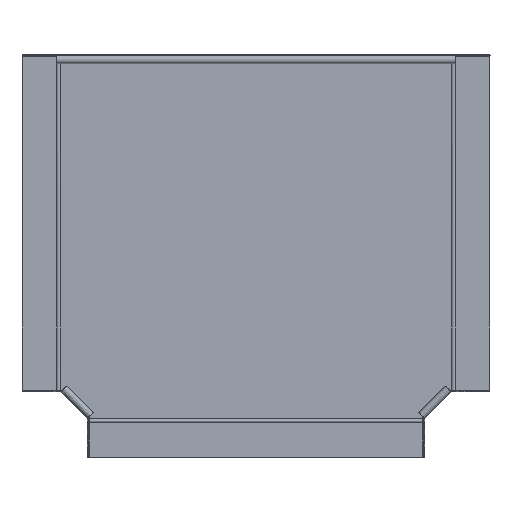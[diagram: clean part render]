
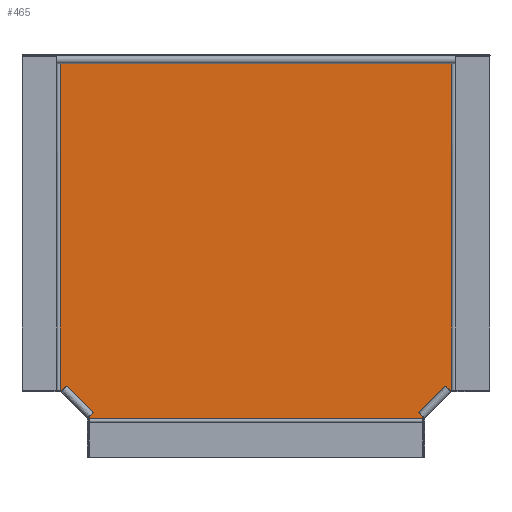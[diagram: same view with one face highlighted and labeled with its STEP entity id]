
A CAD part, top view. The second image highlights one B-rep face of the part: STEP entity #465.
In plain terms, the highlighted planar face has unit normal (0, 0, 1).
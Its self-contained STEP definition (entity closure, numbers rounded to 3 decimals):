
#465=ADVANCED_FACE('',(#949),#7526,.T.);
#949=FACE_OUTER_BOUND('',#1433,.T.);
#1433=EDGE_LOOP('',(#3670,#3671,#3672,#3673,#3674,#3675,#3676,#3677,#3678,
#3679));
#3670=ORIENTED_EDGE('',*,*,#4983,.F.);
#3671=ORIENTED_EDGE('',*,*,#4982,.F.);
#3672=ORIENTED_EDGE('',*,*,#4981,.F.);
#3673=ORIENTED_EDGE('',*,*,#5015,.F.);
#3674=ORIENTED_EDGE('',*,*,#4980,.F.);
#3675=ORIENTED_EDGE('',*,*,#4975,.T.);
#3676=ORIENTED_EDGE('',*,*,#4979,.F.);
#3677=ORIENTED_EDGE('',*,*,#4978,.F.);
#3678=ORIENTED_EDGE('',*,*,#4977,.F.);
#3679=ORIENTED_EDGE('',*,*,#4986,.F.);
#4975=EDGE_CURVE('',#6991,#7003,#6222,.T.);
#4977=EDGE_CURVE('',#7005,#7006,#6223,.T.);
#4978=EDGE_CURVE('',#7006,#7007,#6224,.T.);
#4979=EDGE_CURVE('',#7007,#7003,#6225,.T.);
#4980=EDGE_CURVE('',#6991,#6990,#6226,.T.);
#4981=EDGE_CURVE('',#7008,#7009,#6227,.T.);
#4982=EDGE_CURVE('',#7009,#7010,#6228,.T.);
#4983=EDGE_CURVE('',#7010,#7004,#6229,.T.);
#4986=EDGE_CURVE('',#7004,#7005,#6232,.T.);
#5015=EDGE_CURVE('',#6990,#7008,#6255,.T.);
#6222=B_SPLINE_CURVE_WITH_KNOTS('',1,(#18526,#18527),.UNSPECIFIED.,.F.,
 .F.,(2,2),(-498.5,0.),.UNSPECIFIED.);
#6223=B_SPLINE_CURVE_WITH_KNOTS('',1,(#18531,#18532),.UNSPECIFIED.,.F.,
 .F.,(2,2),(0.,1.986),.UNSPECIFIED.);
#6224=B_SPLINE_CURVE_WITH_KNOTS('',1,(#18533,#18534),.UNSPECIFIED.,.F.,
 .F.,(2,2),(0.,498.5),.UNSPECIFIED.);
#6225=B_SPLINE_CURVE_WITH_KNOTS('',1,(#18535,#18536),.UNSPECIFIED.,.F.,
 .F.,(2,2),(-584.571,0.),.UNSPECIFIED.);
#6226=B_SPLINE_CURVE_WITH_KNOTS('',1,(#18537,#18538),.UNSPECIFIED.,.F.,
 .F.,(2,2),(0.,1.986),.UNSPECIFIED.);
#6227=B_SPLINE_CURVE_WITH_KNOTS('',1,(#18539,#18540),.UNSPECIFIED.,.F.,
 .F.,(2,2),(0.,1.986),.UNSPECIFIED.);
#6228=B_SPLINE_CURVE_WITH_KNOTS('',1,(#18541,#18542),.UNSPECIFIED.,.F.,
 .F.,(2,2),(0.,498.5),.UNSPECIFIED.);
#6229=B_SPLINE_CURVE_WITH_KNOTS('',1,(#18543,#18544),.UNSPECIFIED.,.F.,
 .F.,(2,2),(0.,1.986),.UNSPECIFIED.);
#6232=B_SPLINE_CURVE_WITH_KNOTS('',1,(#18549,#18550),.UNSPECIFIED.,.F.,
 .F.,(2,2),(-58.053,0.),.UNSPECIFIED.);
#6255=B_SPLINE_CURVE_WITH_KNOTS('',1,(#18617,#18618),.UNSPECIFIED.,.F.,
 .F.,(2,2),(-58.053,0.),.UNSPECIFIED.);
#6990=VERTEX_POINT('',#18414);
#6991=VERTEX_POINT('',#18415);
#7003=VERTEX_POINT('',#18427);
#7004=VERTEX_POINT('',#18428);
#7005=VERTEX_POINT('',#18429);
#7006=VERTEX_POINT('',#18430);
#7007=VERTEX_POINT('',#18431);
#7008=VERTEX_POINT('',#18432);
#7009=VERTEX_POINT('',#18433);
#7010=VERTEX_POINT('',#18434);
#7526=PLANE('',#7851);
#7851=AXIS2_PLACEMENT_3D('',#18124,#8142,$);
#8142=DIRECTION('',(0.,0.,1.));
#18124=CARTESIAN_POINT('',(351.847,2.056,0.));
#18414=CARTESIAN_POINT('',(290.3,100.35,0.));
#18415=CARTESIAN_POINT('',(292.286,100.35,0.001));
#18427=CARTESIAN_POINT('',(292.286,598.85,0.001));
#18428=CARTESIAN_POINT('',(-249.25,59.3,0.));
#18429=CARTESIAN_POINT('',(-290.3,100.35,0.));
#18430=CARTESIAN_POINT('',(-292.286,100.35,0.001));
#18431=CARTESIAN_POINT('',(-292.286,598.85,0.001));
#18432=CARTESIAN_POINT('',(249.25,59.3,0.));
#18433=CARTESIAN_POINT('',(249.25,57.314,0.001));
#18434=CARTESIAN_POINT('',(-249.25,57.314,0.001));
#18526=CARTESIAN_POINT('',(292.286,100.35,0.001));
#18527=CARTESIAN_POINT('',(292.286,598.85,0.001));
#18531=CARTESIAN_POINT('',(-290.3,100.35,0.));
#18532=CARTESIAN_POINT('',(-292.286,100.35,0.001));
#18533=CARTESIAN_POINT('',(-292.286,100.35,0.001));
#18534=CARTESIAN_POINT('',(-292.286,598.85,0.001));
#18535=CARTESIAN_POINT('',(-292.286,598.85,0.001));
#18536=CARTESIAN_POINT('',(292.286,598.85,0.001));
#18537=CARTESIAN_POINT('',(292.286,100.35,0.001));
#18538=CARTESIAN_POINT('',(290.3,100.35,0.));
#18539=CARTESIAN_POINT('',(249.25,59.3,0.));
#18540=CARTESIAN_POINT('',(249.25,57.314,0.001));
#18541=CARTESIAN_POINT('',(249.25,57.314,0.001));
#18542=CARTESIAN_POINT('',(-249.25,57.314,0.001));
#18543=CARTESIAN_POINT('',(-249.25,57.314,0.001));
#18544=CARTESIAN_POINT('',(-249.25,59.3,0.));
#18549=CARTESIAN_POINT('',(-249.25,59.3,0.));
#18550=CARTESIAN_POINT('',(-290.3,100.35,0.));
#18617=CARTESIAN_POINT('',(290.3,100.35,0.));
#18618=CARTESIAN_POINT('',(249.25,59.3,0.));
